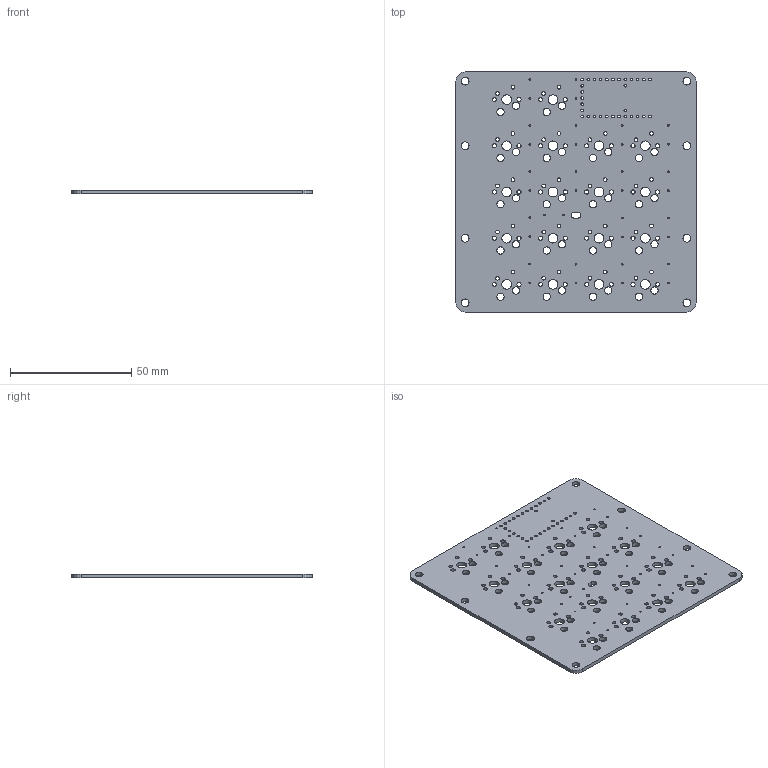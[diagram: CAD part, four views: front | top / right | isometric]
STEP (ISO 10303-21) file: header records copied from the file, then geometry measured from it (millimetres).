
FILE_DESCRIPTION(('KiCad electronic assembly'),'2;1');
FILE_NAME('pcb v1.1 M3.step','2019-08-01T18:22:04',('An Author'),( 'A Company'),'Open CASCADE STEP processor 6.9', 'KiCad to STEP converter','Unknown');
FILE_SCHEMA(('AUTOMOTIVE_DESIGN { 1 0 10303 214 1 1 1 1 }'));
Length unit declared in the file: millimetre
Products named in the file (2): Open CASCADE STEP translator 6.9 1; COMPOUND
Assembly tree (1 placements, depth 2):
  Open CASCADE STEP translator 6.9 1
    COMPOUND
Bounding box: 99.06 x 99.06 x 1.6 mm (x, y, z)
Volume: 14495.1 mm3; surface area: 20669.3 mm2
Topology: 1 solids, 1 shells, 215 faces, 639 edges, 426 vertices
Faces by surface type: cylinder 207, plane 8
Full cylindrical faces by diameter (mm): 0.7 x36, 1.1 x31, 1.499 x36, 1.702 x36, 3 x36, 3.2 x8, 3.988 x18
Entity records: 16629 total; most frequent: DIRECTION 2765, CARTESIAN_POINT 2560, ORIENTED_EDGE 1278, PCURVE 1278, DEFINITIONAL_REPRESENTATION 1278, LINE 1089, VECTOR 1089, CIRCLE 828
